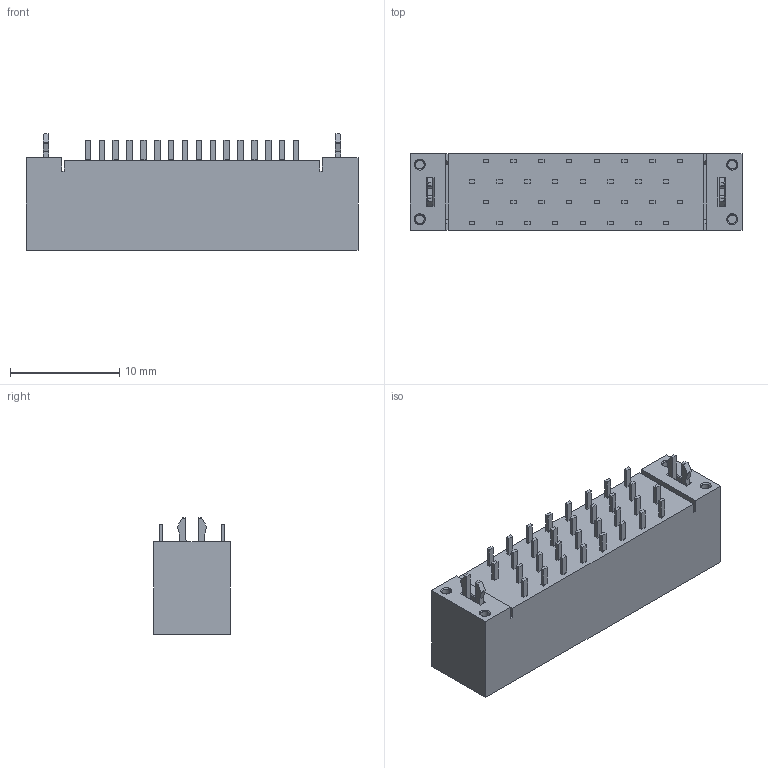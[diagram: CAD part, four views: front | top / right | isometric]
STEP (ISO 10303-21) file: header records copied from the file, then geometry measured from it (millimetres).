
FILE_DESCRIPTION( ('This file contains a STEP AP42 implementation' ,'as created by ZW3D STEP Interface translator.') ,'2;1' );
FILE_NAME( '6320H-0XXSDXXPNT01.stp' ,'2311 1. 82716', (''), ('ZWCAD Software Co.'), 'Version 1.0', 'ZW3D to STEP translator', '' );
FILE_SCHEMA(('AUTOMOTIVE_DESIGN { 1 0 10303 214 1 1 1 1 }'));
Length unit declared in the file: millimetre
Products named in the file (2): 0; 6320H-032SDXXPNT01
Bounding box: 30.37 x 7 x 10.7 mm (x, y, z)
Volume: 1108.8 mm3; surface area: 2212.5 mm2
Topology: 1 solids, 3 shells, 871 faces, 2414 edges, 1555 vertices
Faces by surface type: plane 738, cylinder 71, bspline 54, cone 8
Entity records: 36456 total; most frequent: CARTESIAN_POINT 17170, ORIENTED_EDGE 4828, EDGE_CURVE 2414, DIRECTION 2230, B_SPLINE_CURVE_WITH_KNOTS 1887, VERTEX_POINT 1555, EDGE_LOOP 945, AXIS2_PLACEMENT_3D 885
